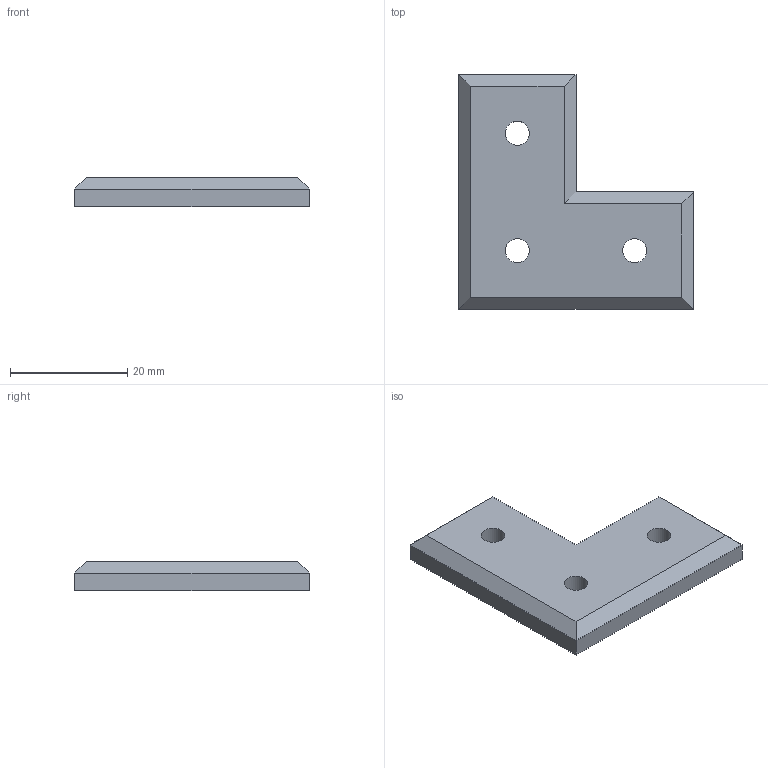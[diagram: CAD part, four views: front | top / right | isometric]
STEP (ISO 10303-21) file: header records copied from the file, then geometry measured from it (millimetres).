
FILE_DESCRIPTION(('FreeCAD Model'),'2;1');
FILE_NAME('2020LCorner.step', '2015-11-13T05:06:37',('FreeCAD'),('FreeCAD'), 'Open CASCADE STEP processor 6.7','FreeCAD','Unknown');
FILE_SCHEMA(('AUTOMOTIVE_DESIGN_CC2 { 1 2 10303 214 -1 1 5 4 }'));
Length unit declared in the file: millimetre
Products named in the file (1): Chamfer
Bounding box: 40 x 40 x 5 mm (x, y, z)
Volume: 5492.6 mm3; surface area: 3119.9 mm2
Topology: 1 solids, 1 shells, 17 faces, 39 edges, 24 vertices
Faces by surface type: plane 14, cylinder 3
Full cylindrical faces by diameter (mm): 4.1 x3
Entity records: 1011 total; most frequent: CARTESIAN_POINT 159, DIRECTION 159, LINE 105, VECTOR 105, ORIENTED_EDGE 78, PCURVE 78, DEFINITIONAL_REPRESENTATION 78, EDGE_CURVE 39
